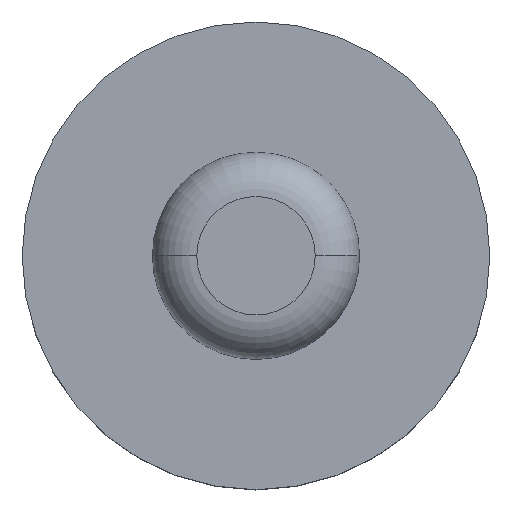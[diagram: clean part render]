
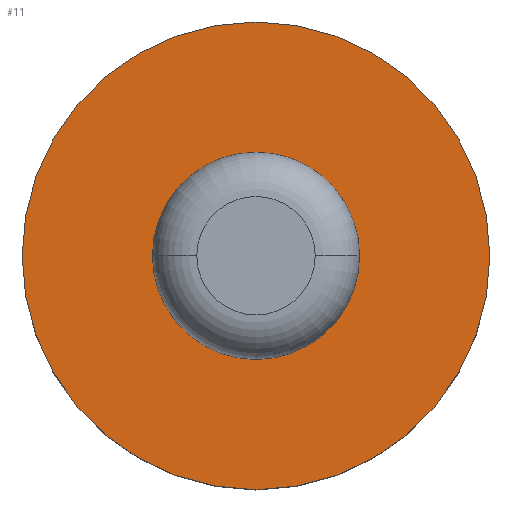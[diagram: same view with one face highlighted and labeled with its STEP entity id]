
A CAD part, top view. The second image highlights one B-rep face of the part: STEP entity #11.
In plain terms, the highlighted planar face has unit normal (0, 0, 1).
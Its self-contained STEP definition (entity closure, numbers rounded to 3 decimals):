
#11 = ADVANCED_FACE ( 'NONE', ( #386, #140 ), #260, .T. ) ;
#12 = EDGE_CURVE ( 'NONE', #339, #465, #25, .T. ) ;
#25 = CIRCLE ( 'NONE', #118, 3.5 ) ;
#27 = CARTESIAN_POINT ( 'NONE',  ( 3.5, 0., 5.5 ) ) ;
#28 = AXIS2_PLACEMENT_3D ( 'NONE', #454, #62, #364 ) ;
#44 = EDGE_CURVE ( 'NONE', #465, #339, #578, .T. ) ;
#46 = DIRECTION ( 'NONE',  ( 0., 0., 1. ) ) ;
#54 = CIRCLE ( 'NONE', #472, 7.9 ) ;
#62 = DIRECTION ( 'NONE',  ( 0., 0., 1. ) ) ;
#74 = DIRECTION ( 'NONE',  ( 1., 0., 0. ) ) ;
#87 = CARTESIAN_POINT ( 'NONE',  ( 0., 0., 5.5 ) ) ;
#90 = AXIS2_PLACEMENT_3D ( 'NONE', #87, #46, #486 ) ;
#118 = AXIS2_PLACEMENT_3D ( 'NONE', #295, #122, #74 ) ;
#122 = DIRECTION ( 'NONE',  ( 0., 0., 1. ) ) ;
#140 = FACE_OUTER_BOUND ( 'NONE', #540, .T. ) ;
#146 = CARTESIAN_POINT ( 'NONE',  ( -3.5, 0., 5.5 ) ) ;
#155 = VERTEX_POINT ( 'NONE', #438 ) ;
#162 = ORIENTED_EDGE ( 'NONE', *, *, #310, .T. ) ;
#174 = DIRECTION ( 'NONE',  ( 0., 0., 1. ) ) ;
#177 = AXIS2_PLACEMENT_3D ( 'NONE', #537, #434, #393 ) ;
#178 = CARTESIAN_POINT ( 'NONE',  ( 7.9, 0., 5.5 ) ) ;
#179 = ORIENTED_EDGE ( 'NONE', *, *, #224, .T. ) ;
#185 = ORIENTED_EDGE ( 'NONE', *, *, #12, .F. ) ;
#224 = EDGE_CURVE ( 'NONE', #388, #155, #565, .T. ) ;
#260 = PLANE ( 'NONE',  #90 ) ;
#261 = DIRECTION ( 'NONE',  ( 1., 0., 0. ) ) ;
#295 = CARTESIAN_POINT ( 'NONE',  ( 0., 0., 5.5 ) ) ;
#305 = EDGE_LOOP ( 'NONE', ( #185, #457 ) ) ;
#310 = EDGE_CURVE ( 'NONE', #155, #388, #54, .T. ) ;
#339 = VERTEX_POINT ( 'NONE', #146 ) ;
#364 = DIRECTION ( 'NONE',  ( 1., 0., 0. ) ) ;
#386 = FACE_BOUND ( 'NONE', #305, .T. ) ;
#388 = VERTEX_POINT ( 'NONE', #178 ) ;
#393 = DIRECTION ( 'NONE',  ( 1., 0., 0. ) ) ;
#395 = CARTESIAN_POINT ( 'NONE',  ( 0., 0., 5.5 ) ) ;
#434 = DIRECTION ( 'NONE',  ( 0., 0., 1. ) ) ;
#438 = CARTESIAN_POINT ( 'NONE',  ( -7.9, 0., 5.5 ) ) ;
#454 = CARTESIAN_POINT ( 'NONE',  ( 0., 0., 5.5 ) ) ;
#457 = ORIENTED_EDGE ( 'NONE', *, *, #44, .F. ) ;
#465 = VERTEX_POINT ( 'NONE', #27 ) ;
#472 = AXIS2_PLACEMENT_3D ( 'NONE', #395, #174, #261 ) ;
#486 = DIRECTION ( 'NONE',  ( 1., 0., 0. ) ) ;
#537 = CARTESIAN_POINT ( 'NONE',  ( 0., 0., 5.5 ) ) ;
#540 = EDGE_LOOP ( 'NONE', ( #162, #179 ) ) ;
#565 = CIRCLE ( 'NONE', #28, 7.9 ) ;
#578 = CIRCLE ( 'NONE', #177, 3.5 ) ;
